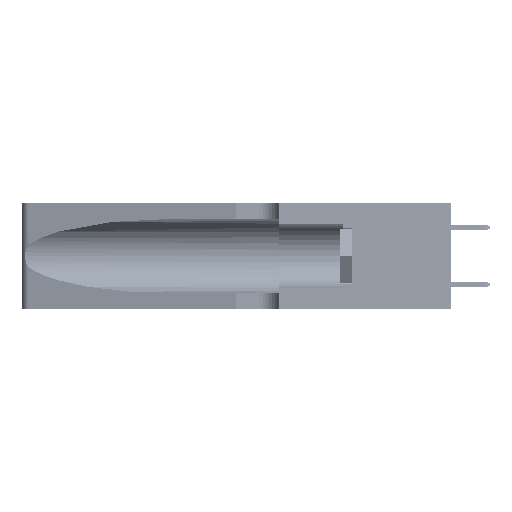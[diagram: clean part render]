
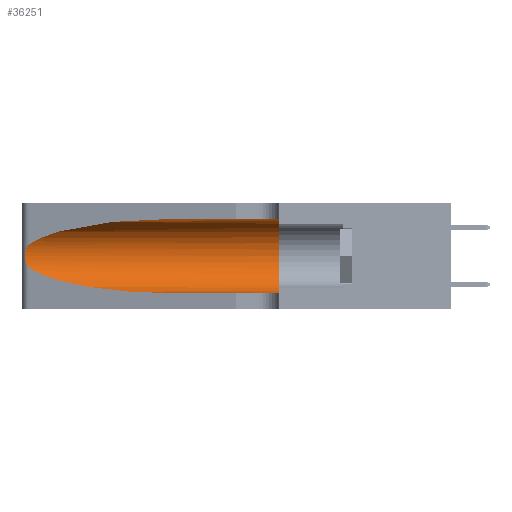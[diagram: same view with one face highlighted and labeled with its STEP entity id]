
A CAD part, left-side view. The second image highlights one B-rep face of the part: STEP entity #36251.
In plain terms, the highlighted cylindrical face has radius 3.308 mm (diameter 6.617 mm), a partial arc.
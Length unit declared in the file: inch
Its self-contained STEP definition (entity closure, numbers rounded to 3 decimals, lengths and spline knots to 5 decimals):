
#85 = CARTESIAN_POINT ( 'NONE',  ( 0.1305, 0.72297, 0.31525 ) ) ;
#1991 = CARTESIAN_POINT ( 'NONE',  ( 0.1305, 0.35, 0.05475 ) ) ;
#4712 = CARTESIAN_POINT ( 'NONE',  ( 0.26017, 1.23833, 0.17102 ) ) ;
#4836 = CARTESIAN_POINT ( 'NONE',  ( 0.1305, 0.72297, 0.31525 ) ) ;
#5503 = EDGE_CURVE ( 'NONE', #13730, #44454, #15856, .T. ) ;
#5792 = EDGE_CURVE ( 'NONE', #37674, #38596, #22473, .T. ) ;
#5833 = AXIS2_PLACEMENT_3D ( 'NONE', #28865, #43951, #25158 ) ;
#8173 = CARTESIAN_POINT ( 'NONE',  ( 0.25487, 1.22718, 0.22369 ) ) ;
#8411 = CARTESIAN_POINT ( 'NONE',  ( 0.25787, 1.23484, 0.2124 ) ) ;
#8840 = LINE ( 'NONE', #46937, #33703 ) ;
#9498 = CARTESIAN_POINT ( 'NONE',  ( 0.25487, 1.22718, 0.14631 ) ) ;
#11422 = CARTESIAN_POINT ( 'NONE',  ( 0.26075, 1.23896, 0.19203 ) ) ;
#11470 = CARTESIAN_POINT ( 'NONE',  ( 0.25487, 1.22718, 0.22369 ) ) ;
#12315 = ORIENTED_EDGE ( 'NONE', *, *, #5792, .T. ) ;
#12750 = CARTESIAN_POINT ( 'NONE',  ( 0.2373, 1.15595, 0.08982 ) ) ;
#12950 = EDGE_CURVE ( 'NONE', #48814, #45265, #31904, .T. ) ;
#13730 = VERTEX_POINT ( 'NONE', #32162 ) ;
#15209 = CARTESIAN_POINT ( 'NONE',  ( 0.2373, 1.15595, 0.28018 ) ) ;
#15856 =( BOUNDED_CURVE ( )  B_SPLINE_CURVE ( 3, ( #9498, #12750, #38953, #27589 ),
 .UNSPECIFIED., .F., .T. ) 
 B_SPLINE_CURVE_WITH_KNOTS ( ( 4, 4 ),
 ( 3.44316, 4.71239 ),
 .UNSPECIFIED. ) 
 CURVE ( )  GEOMETRIC_REPRESENTATION_ITEM ( )  RATIONAL_B_SPLINE_CURVE ( ( 1., 0.87, 0.87, 1. ) ) 
 REPRESENTATION_ITEM ( '' )  );
#16443 = DIRECTION ( 'NONE',  ( 0., -1., 0. ) ) ;
#18957 = ORIENTED_EDGE ( 'NONE', *, *, #27142, .T. ) ;
#19828 = CARTESIAN_POINT ( 'NONE',  ( 0.25555, 1.22993, 0.14849 ) ) ;
#20574 = EDGE_LOOP ( 'NONE', ( #12315, #33249, #23921, #18957, #29817, #28138 ) ) ;
#21188 = CARTESIAN_POINT ( 'NONE',  ( 0.1305, 0.72297, 0.05475 ) ) ;
#21705 = EDGE_CURVE ( 'NONE', #37674, #48814, #8840, .T. ) ;
#22192 = FACE_OUTER_BOUND ( 'NONE', #20574, .T. ) ;
#22473 =( BOUNDED_CURVE ( )  B_SPLINE_CURVE ( 3, ( #85, #26801, #15209, #11470 ),
 .UNSPECIFIED., .F., .T. ) 
 B_SPLINE_CURVE_WITH_KNOTS ( ( 4, 4 ),
 ( 1.5708, 2.84003 ),
 .UNSPECIFIED. ) 
 CURVE ( )  GEOMETRIC_REPRESENTATION_ITEM ( )  RATIONAL_B_SPLINE_CURVE ( ( 1., 0.87, 0.87, 1. ) ) 
 REPRESENTATION_ITEM ( '' )  );
#22810 = CARTESIAN_POINT ( 'NONE',  ( 0.25487, 1.22718, 0.14631 ) ) ;
#22879 = CARTESIAN_POINT ( 'NONE',  ( 0.25487, 1.22718, 0.22369 ) ) ;
#22916 = DIRECTION ( 'NONE',  ( 0., 0., -1. ) ) ;
#23534 = CARTESIAN_POINT ( 'NONE',  ( 0.25854, 1.2359, 0.20912 ) ) ;
#23776 = CARTESIAN_POINT ( 'NONE',  ( 0.25639, 1.23186, 0.15144 ) ) ;
#23841 = CARTESIAN_POINT ( 'NONE',  ( 0.1305, 1.61858, 0.05475 ) ) ;
#23921 = ORIENTED_EDGE ( 'NONE', *, *, #5503, .T. ) ;
#25158 = DIRECTION ( 'NONE',  ( 0., 0., 1. ) ) ;
#26230 = EDGE_CURVE ( 'NONE', #38596, #13730, #48078, .T. ) ;
#26497 = CARTESIAN_POINT ( 'NONE',  ( 0.25856, 1.23593, 0.16098 ) ) ;
#26801 = CARTESIAN_POINT ( 'NONE',  ( 0.18966, 0.96281, 0.31525 ) ) ;
#27142 = EDGE_CURVE ( 'NONE', #44454, #45265, #42646, .T. ) ;
#27589 = CARTESIAN_POINT ( 'NONE',  ( 0.1305, 0.72297, 0.05475 ) ) ;
#28138 = ORIENTED_EDGE ( 'NONE', *, *, #21705, .F. ) ;
#28452 = AXIS2_PLACEMENT_3D ( 'NONE', #37274, #29849, #22916 ) ;
#28865 = CARTESIAN_POINT ( 'NONE',  ( 0.1305, 0.35, 0.185 ) ) ;
#29817 = ORIENTED_EDGE ( 'NONE', *, *, #12950, .F. ) ;
#29849 = DIRECTION ( 'NONE',  ( 0., -1., 0. ) ) ;
#30455 = CARTESIAN_POINT ( 'NONE',  ( 0.25555, 1.22994, 0.2215 ) ) ;
#30992 = CARTESIAN_POINT ( 'NONE',  ( 0.1305, 0.35, 0.31525 ) ) ;
#31268 = VECTOR ( 'NONE', #16443, 39.37008 ) ;
#31904 = CIRCLE ( 'NONE', #5833, 0.13025 ) ;
#32162 = CARTESIAN_POINT ( 'NONE',  ( 0.25487, 1.22718, 0.14631 ) ) ;
#33249 = ORIENTED_EDGE ( 'NONE', *, *, #26230, .T. ) ;
#33703 = VECTOR ( 'NONE', #35325, 39.37008 ) ;
#35325 = DIRECTION ( 'NONE',  ( 0., -1., 0. ) ) ;
#36251 = ADVANCED_FACE ( 'NONE', ( #22192 ), #48643, .F. ) ;
#37274 = CARTESIAN_POINT ( 'NONE',  ( 0.1305, 1.61858, 0.185 ) ) ;
#37674 = VERTEX_POINT ( 'NONE', #4836 ) ;
#38357 = CARTESIAN_POINT ( 'NONE',  ( 0.26018, 1.23835, 0.19895 ) ) ;
#38596 = VERTEX_POINT ( 'NONE', #22879 ) ;
#38953 = CARTESIAN_POINT ( 'NONE',  ( 0.18966, 0.96281, 0.05475 ) ) ;
#41595 = CARTESIAN_POINT ( 'NONE',  ( 0.25789, 1.23486, 0.15765 ) ) ;
#42646 = LINE ( 'NONE', #23841, #31268 ) ;
#43951 = DIRECTION ( 'NONE',  ( 0., 1., 0. ) ) ;
#44454 = VERTEX_POINT ( 'NONE', #21188 ) ;
#45265 = VERTEX_POINT ( 'NONE', #1991 ) ;
#45308 = CARTESIAN_POINT ( 'NONE',  ( 0.25639, 1.23184, 0.21858 ) ) ;
#45548 = CARTESIAN_POINT ( 'NONE',  ( 0.26075, 1.23896, 0.178 ) ) ;
#46937 = CARTESIAN_POINT ( 'NONE',  ( 0.1305, 1.61858, 0.31525 ) ) ;
#48078 = B_SPLINE_CURVE_WITH_KNOTS ( 'NONE', 3,
 ( #8173, #30455, #45308, #8411, #23534, #38357, #11422, #45548, #4712, #26497, #41595, #23776, #19828, #22810 ),
 .UNSPECIFIED., .F., .F.,
 ( 4, 2, 2, 2, 2, 2, 4 ),
 ( 0., 0.00027, 0.00053, 0.00107, 0.0016, 0.00187, 0.00214 ),
 .UNSPECIFIED. ) ;
#48643 = CYLINDRICAL_SURFACE ( 'NONE', #28452, 0.13025 ) ;
#48814 = VERTEX_POINT ( 'NONE', #30992 ) ;
